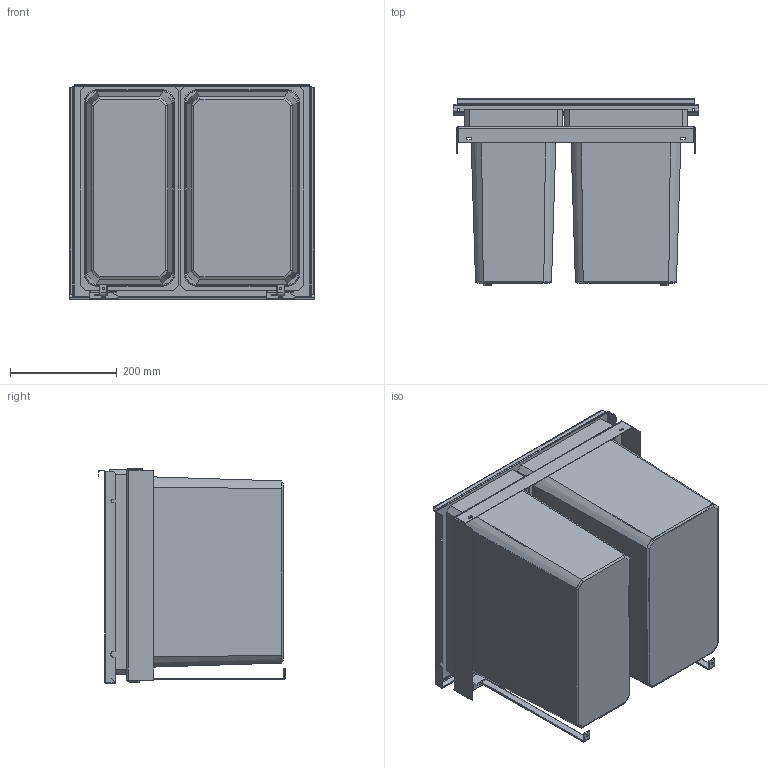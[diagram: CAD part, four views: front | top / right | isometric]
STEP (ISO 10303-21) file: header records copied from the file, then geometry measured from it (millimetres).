
FILE_DESCRIPTION((''),'2;1');
FILE_NAME('40249V3__ASM','2023-04-20T13:11:10',('slaukard'),('NET AG system integration'),'CREO PARAMETRIC BY PTC INC, 2021304','CREO PARAMETRIC BY PTC INC, 2021304','');
FILE_SCHEMA(('CONFIG_CONTROL_DESIGN'));
Length unit declared in the file: millimetre
Products named in the file (11): 25802; 39858; 39859V2; 25812_SKEL; 25812_1; 25812_ASM; 25813_SKEL; 25813_1; 25813_ASM; 30927V3; 40249V3__ASM
Assembly tree (12 placements, depth 3):
  40249V3__ASM
    25802
    39858  x2
    39859V2  x2
    25812_ASM
      25812_SKEL
      25812_1
    25813_ASM
      25813_SKEL
      25813_1
    30927V3
Bounding box: 460 x 350.3 x 402 mm (x, y, z)
Volume: 2888907.7 mm3; surface area: 2310825.8 mm2
Topology: 8 solids, 8 shells, 532 faces, 1304 edges, 788 vertices
Faces by surface type: plane 334, cylinder 102, torus 40, cone 32, bspline 16, extrusion 8
Entity records: 14031 total; most frequent: CARTESIAN_POINT 3089, DIRECTION 2231, ORIENTED_EDGE 2214, EDGE_CURVE 1107, VECTOR 767, LINE 759, AXIS2_PLACEMENT_3D 732, VERTEX_POINT 660
